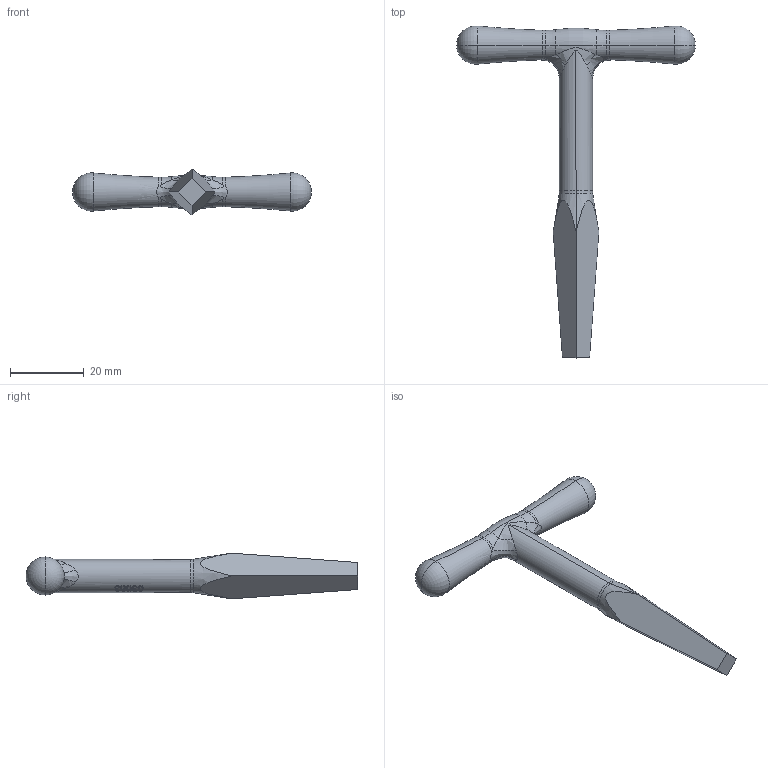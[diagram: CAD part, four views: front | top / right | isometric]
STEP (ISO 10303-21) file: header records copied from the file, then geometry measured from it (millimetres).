
FILE_DESCRIPTION (( 'STEP AP214' ), '1' );
FILE_NAME ('03683-T Key 85mm.STEP', '2018-09-23T23:20:13', ( '' ), ( '' ), 'SwSTEP 2.0', 'SolidWorks 2018', '' );
FILE_SCHEMA (( 'AUTOMOTIVE_DESIGN' ));
Length unit declared in the file: millimetre
Products named in the file (1): 03683-T Key 85mm
Bounding box: 64.8 x 90.18 x 12.43 mm (x, y, z)
Volume: 8864.3 mm3; surface area: 4209.7 mm2
Topology: 1 solids, 1 shells, 319 faces, 846 edges, 552 vertices
Faces by surface type: bspline 256, cylinder 29, torus 25, plane 7, cone 2
Entity records: 30539 total; most frequent: CARTESIAN_POINT 24881, ORIENTED_EDGE 1684, EDGE_CURVE 842, B_SPLINE_CURVE_WITH_KNOTS 776, VERTEX_POINT 552, EDGE_LOOP 346, ADVANCED_FACE 319, FACE_OUTER_BOUND 319
